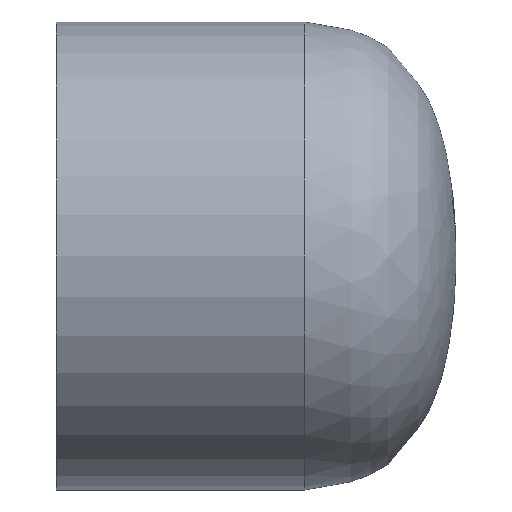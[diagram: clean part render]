
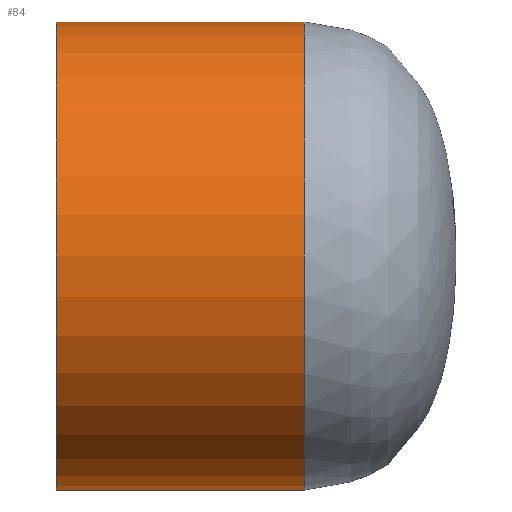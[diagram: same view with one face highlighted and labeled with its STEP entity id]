
A CAD part, front view. The second image highlights one B-rep face of the part: STEP entity #84.
In plain terms, the highlighted cylindrical face has radius 157.5 mm (diameter 315 mm), a full revolution.
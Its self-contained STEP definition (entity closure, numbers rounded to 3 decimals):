
#23=FACE_OUTER_BOUND('',#29,.T.);
#29=EDGE_LOOP('',(#67,#68,#69,#70,#71));
#33=LINE('',#155,#35);
#35=VECTOR('',#137,157.5);
#39=CIRCLE('',#112,157.5);
#40=CIRCLE('',#114,157.5);
#41=CIRCLE('',#115,157.5);
#45=VERTEX_POINT('',#148);
#46=VERTEX_POINT('',#151);
#47=VERTEX_POINT('',#152);
#54=EDGE_CURVE('',#45,#45,#39,.T.);
#55=EDGE_CURVE('',#46,#47,#40,.T.);
#56=EDGE_CURVE('',#47,#46,#41,.T.);
#57=EDGE_CURVE('',#47,#45,#33,.T.);
#67=ORIENTED_EDGE('',*,*,#55,.F.);
#68=ORIENTED_EDGE('',*,*,#56,.F.);
#69=ORIENTED_EDGE('',*,*,#57,.T.);
#70=ORIENTED_EDGE('',*,*,#54,.T.);
#71=ORIENTED_EDGE('',*,*,#57,.F.);
#81=CYLINDRICAL_SURFACE('',#113,157.5);
#84=ADVANCED_FACE('',(#23),#81,.T.);
#112=AXIS2_PLACEMENT_3D('',#149,#129,#130);
#113=AXIS2_PLACEMENT_3D('',#150,#131,#132);
#114=AXIS2_PLACEMENT_3D('',#153,#133,#134);
#115=AXIS2_PLACEMENT_3D('',#154,#135,#136);
#129=DIRECTION('center_axis',(1.,0.,0.));
#130=DIRECTION('ref_axis',(0.,0.,-1.));
#131=DIRECTION('center_axis',(1.,0.,0.));
#132=DIRECTION('ref_axis',(0.,1.,0.));
#133=DIRECTION('center_axis',(1.,0.,0.));
#134=DIRECTION('ref_axis',(0.,0.,-1.));
#135=DIRECTION('center_axis',(1.,0.,0.));
#136=DIRECTION('ref_axis',(0.,0.,-1.));
#137=DIRECTION('',(-1.,0.,0.));
#148=CARTESIAN_POINT('',(0.,-157.5,0.));
#149=CARTESIAN_POINT('Origin',(0.,0.,0.));
#150=CARTESIAN_POINT('Origin',(83.5,0.,0.));
#151=CARTESIAN_POINT('',(167.,157.5,0.));
#152=CARTESIAN_POINT('',(167.,-157.5,0.));
#153=CARTESIAN_POINT('Origin',(167.,0.,0.));
#154=CARTESIAN_POINT('Origin',(167.,0.,0.));
#155=CARTESIAN_POINT('',(83.5,-157.5,0.));
